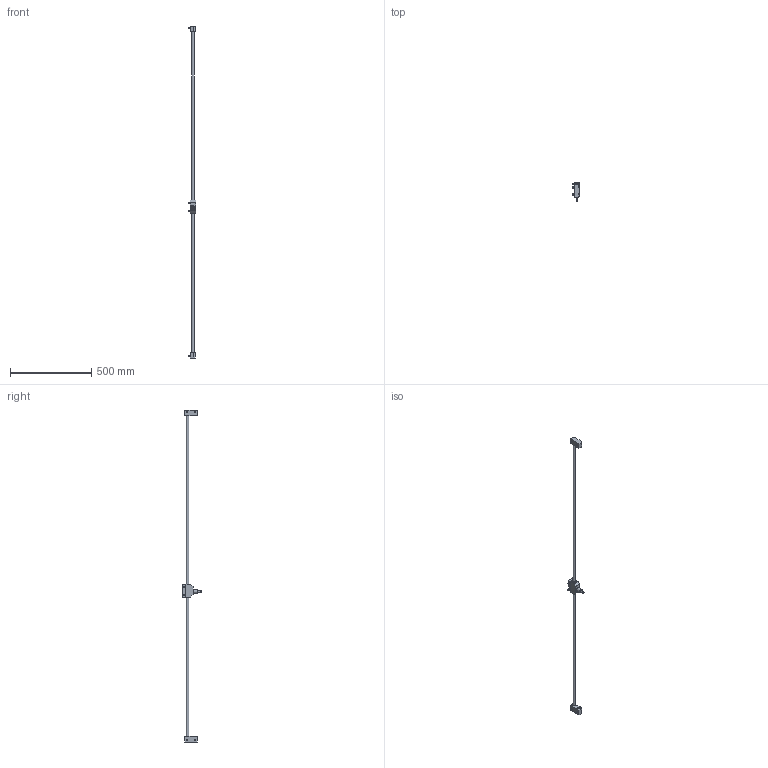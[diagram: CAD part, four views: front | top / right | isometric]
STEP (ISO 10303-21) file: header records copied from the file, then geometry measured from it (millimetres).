
FILE_DESCRIPTION (( 'STEP AP214' ), '1' );
FILE_NAME ('0186-1156_240110_BK01-48-2000.STEP', '2024-01-10T15:25:16', ( '' ), ( '' ), 'SwSTEP 2.0', 'SolidWorks 2023', '' );
FILE_SCHEMA (( 'AUTOMOTIVE_DESIGN' ));
Length unit declared in the file: millimetre
Products named in the file (11): 0180-1804_F01k-48-BSH; 0230-0128_Linearkugellager_LBBR 16-LS; 0160-0811_Gew.-Stift_I-6kt_K-k_M6x5_INOX; 0186-1156_240110_BK01-48-2000; 0230-0232_zyl.-schr._i-6kt_M6x35_8.8_v-b; 0230-0414_Zyl.-Schr._i-6kt_M6x40_8.8_v-b; 0150-6065_FB01-48-BHB-2000; 0180-1806_F01k-48-BS16_F01k-48-BS16x2000; 0150-5098_HB01-48; 0180-1805_F01k-48-BF; 0150-4317_FB01-48
Assembly tree (16 placements, depth 3):
  0186-1156_240110_BK01-48-2000
    0150-6065_FB01-48-BHB-2000
      0180-1804_F01k-48-BSH  x2
      0160-0811_Gew.-Stift_I-6kt_K-k_M6x5_INOX  x2
      0230-0232_zyl.-schr._i-6kt_M6x35_8.8_v-b  x4
      0180-1806_F01k-48-BS16_F01k-48-BS16x2000
    0150-4317_FB01-48
      0150-5098_HB01-48
      0180-1805_F01k-48-BF
      0230-0128_Linearkugellager_LBBR 16-LS
      0230-0414_Zyl.-Schr._i-6kt_M6x40_8.8_v-b  x2
Bounding box: 46.4 x 115.5 x 2040 mm (x, y, z)
Volume: 715989.7 mm3; surface area: 180215.5 mm2
Topology: 16 solids, 16 shells, 913 faces, 1873 edges, 1021 vertices
Faces by surface type: cone 443, cylinder 277, plane 180, torus 13
Full cylindrical faces by diameter (mm): 5 x4, 6 x216, 6.4 x2, 6.6 x4, 9.73 x1, 10 x6, 11 x6, 16 x9, 18 x2, 20 x4, 23.8 x1, 24 x5
Entity records: 9997 total; most frequent: CARTESIAN_POINT 1860, DIRECTION 1666, ORIENTED_EDGE 1024, AXIS2_PLACEMENT_3D 754, EDGE_LOOP 700, EDGE_CURVE 512, FACE_OUTER_BOUND 497, VERTEX_POINT 438
